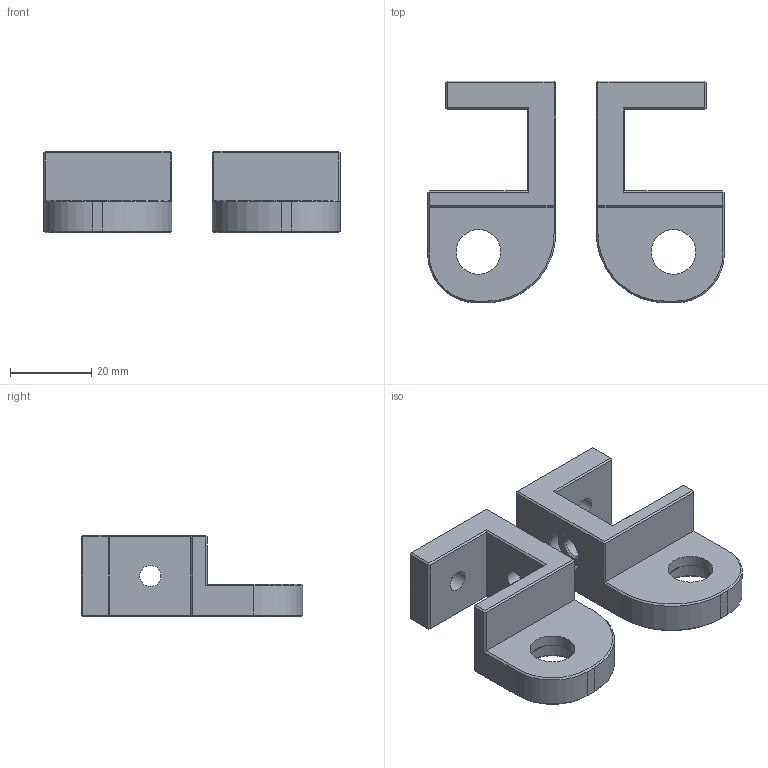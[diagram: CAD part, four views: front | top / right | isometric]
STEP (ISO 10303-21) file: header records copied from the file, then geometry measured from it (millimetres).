
FILE_DESCRIPTION(/* description */ (''),/* implementation_level */ '2;1');
FILE_NAME(/* name */ 'Z轴丝杆固定-上.stp',/* time_stamp */ '2024-09-24T22:36:38+08:00',/* author */ (''),/* organization */ (''),/* preprocessor_version */ 'ST-DEVELOPER v15.2',/* originating_system */ 'Autodesk Translator Framework v2.0.0.5431',/* authorisation */ '');
FILE_SCHEMA (('AUTOMOTIVE_DESIGN { 1 0 10303 214 3 1 1 }'));
Length unit declared in the file: centimetre
Products named in the file (1): Z轴丝杆固定-上
Bounding box: 73 x 54.5 x 20 mm (x, y, z)
Volume: 24575 mm3; surface area: 12046.7 mm2
Topology: 2 solids, 2 shells, 150 faces, 312 edges, 172 vertices
Faces by surface type: plane 116, cone 18, cylinder 16
Full cylindrical faces by diameter (mm): 5.2 x4, 10 x4, 11 x2, 16 x2
Entity records: 3740 total; most frequent: DIRECTION 648, CARTESIAN_POINT 613, ORIENTED_EDGE 580, EDGE_CURVE 290, LINE 234, VECTOR 234, AXIS2_PLACEMENT_3D 207, EDGE_LOOP 190
